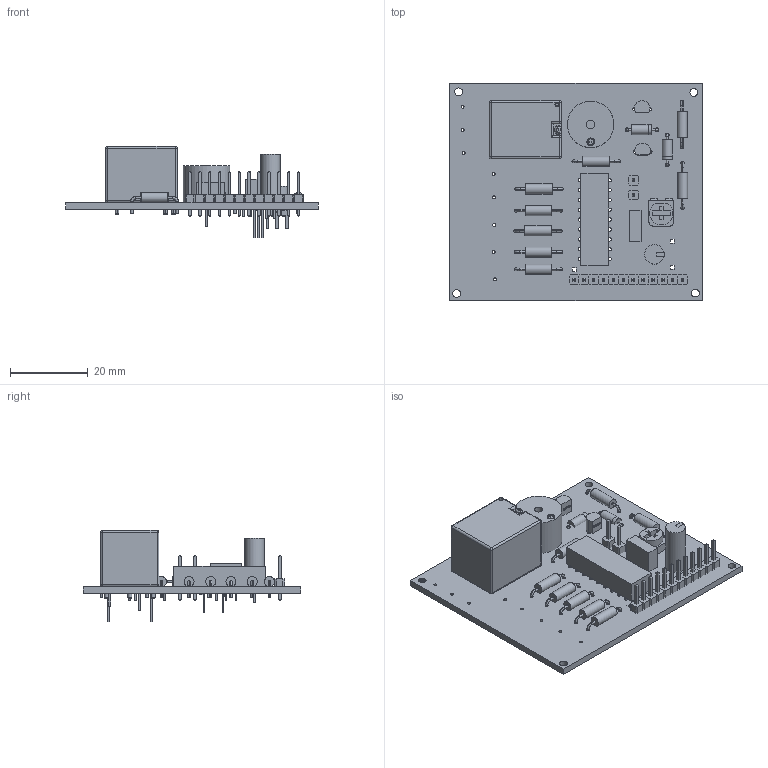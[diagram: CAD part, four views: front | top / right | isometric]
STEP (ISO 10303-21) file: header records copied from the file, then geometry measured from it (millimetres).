
FILE_DESCRIPTION(('Open CASCADE Model'),'2;1');
FILE_NAME('Open CASCADE Shape Model','2022-10-01T18:58:56',('Author'),( 'Open CASCADE'),'Open CASCADE STEP processor 6.8','Open CASCADE 6.8' ,'Unknown');
FILE_SCHEMA(('AUTOMOTIVE_DESIGN { 1 0 10303 214 1 1 1 1 }'));
Length unit declared in the file: millimetre
Products named in the file (41): PCB; Board; Open CASCADE STEP translator 6.8 7.1.1; C1; CAP_UEP_5X11_NCH; PR1; User_Library-Pot_-_RES_VAR1; X1; CSTLS_8X3_MUR; U1; 5875605152; Extruded; T2; 2n2222; T1; RELLAY; relay5V; R8; YAG_CFR25_YAG; R7; R6; R5; R4; R3; R2; R1; H2; header12pin; 6130xx11121_PIN; 61300216541121; H1; header1pin; D2; diode_1N4001; Sweep; Pad001; D1; B1; Buzzer_5v
Assembly tree (72 placements, depth 4):
  PCB
    Board
      Open CASCADE STEP translator 6.8 7.1.1
    C1
      CAP_UEP_5X11_NCH
    PR1
      User_Library-Pot_-_RES_VAR1
    X1
      CSTLS_8X3_MUR
    U1
      5875605152
        Extruded
    T2
      2n2222
    T1
      2n2222
    RELLAY
      relay5V
    R8
      YAG_CFR25_YAG
    R7
      YAG_CFR25_YAG
    R6
      YAG_CFR25_YAG
    R5
      YAG_CFR25_YAG
    R4
      YAG_CFR25_YAG
    R3
      YAG_CFR25_YAG
    R2
      YAG_CFR25_YAG
    R1
      YAG_CFR25_YAG
    H2
      header12pin
        6130xx11121_PIN  x12
        61300216541121  x12
    H1
      header1pin  x2
        6130xx11121_PIN
        61300216541121
    D2
      diode_1N4001
        Sweep
        Pad001
    D1
      diode_1N4001
        Sweep
        Pad001
    B1
      Buzzer_5v
Bounding box: 65.02 x 55.88 x 23.5 mm (x, y, z)
Volume: 13264.8 mm3; surface area: 13763.6 mm2
Topology: 75 solids, 75 shells, 1331 faces, 3210 edges, 2047 vertices
Faces by surface type: plane 937, cylinder 227, bspline 98, torus 59, sphere 10
Full cylindrical faces by diameter (mm): 0.279 x3, 0.508 x2, 0.52 x8, 0.6 x2, 0.636 x3, 0.7 x2, 0.762 x8, 0.8 x22, 0.9 x18, 1 x4, 1.396 x5, 1.5 x1, 1.524 x2, 2 x4, 2.2 x1, 2.54 x2, 2.542 x2, 2.591 x8, 5.004 x1, 11 x1, 12 x1
Entity records: 26588 total; most frequent: CARTESIAN_POINT 6684, ORIENTED_EDGE 3348, DIRECTION 3289, EDGE_CURVE 1674, LINE 1177, VECTOR 1177, VERTEX_POINT 1083, AXIS2_PLACEMENT_3D 1056
